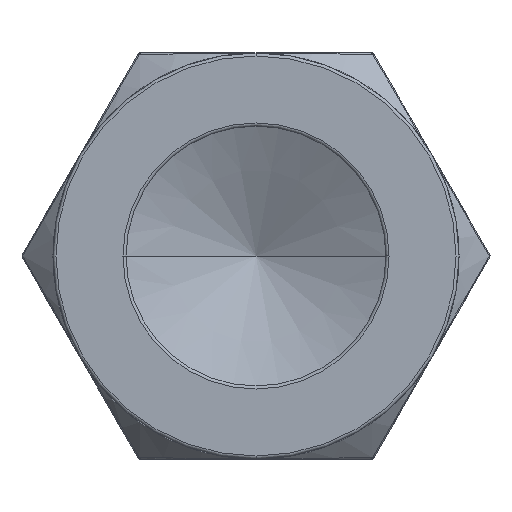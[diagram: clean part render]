
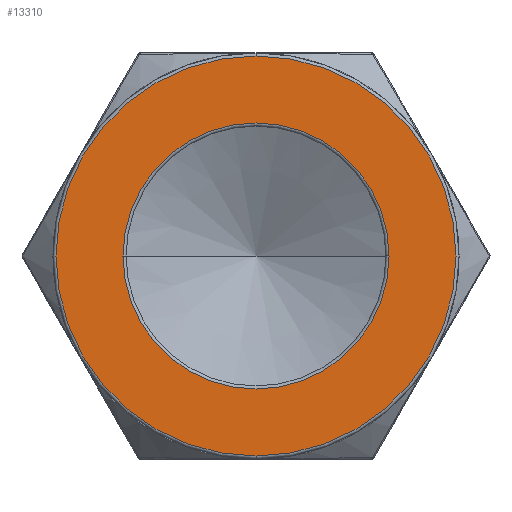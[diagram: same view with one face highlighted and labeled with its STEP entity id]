
A CAD part, left-side view. The second image highlights one B-rep face of the part: STEP entity #13310.
In plain terms, the highlighted face is planar.
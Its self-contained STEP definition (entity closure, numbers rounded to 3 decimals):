
#10264=CARTESIAN_POINT('',(0.,0.,0.));
#10265=DIRECTION('',(-1.,0.,0.));
#10266=DIRECTION('',(0.,1.,0.));
#10267=AXIS2_PLACEMENT_3D('',#10264,#10265,#10266);
#10269=CARTESIAN_POINT('',(0.,0.,0.));
#10270=DIRECTION('',(-1.,0.,0.));
#10271=DIRECTION('',(0.,-1.,0.));
#10272=AXIS2_PLACEMENT_3D('',#10269,#10270,#10271);
#10274=CARTESIAN_POINT('',(0.,0.,0.));
#10275=DIRECTION('',(1.,0.,0.));
#10276=DIRECTION('',(0.,0.,1.));
#10277=AXIS2_PLACEMENT_3D('',#10274,#10275,#10276);
#10279=CARTESIAN_POINT('',(0.,0.,0.));
#10280=DIRECTION('',(1.,0.,0.));
#10281=DIRECTION('',(0.,0.,-1.));
#10282=AXIS2_PLACEMENT_3D('',#10279,#10280,#10281);
#13125=CARTESIAN_POINT('',(0.,8.188,0.));
#13126=CARTESIAN_POINT('',(0.,-8.188,0.));
#13127=VERTEX_POINT('',#13125);
#13128=VERTEX_POINT('',#13126);
#13154=CARTESIAN_POINT('',(0.,0.,12.313));
#13155=CARTESIAN_POINT('',(0.,0.,-12.313));
#13156=VERTEX_POINT('',#13154);
#13157=VERTEX_POINT('',#13155);
#13293=CARTESIAN_POINT('',(0.,0.,0.));
#13294=DIRECTION('',(1.,0.,0.));
#13295=DIRECTION('',(0.,-1.,0.));
#13296=AXIS2_PLACEMENT_3D('',#13293,#13294,#13295);
#13297=PLANE('',#13296);
#13299=ORIENTED_EDGE('',*,*,#13298,.F.);
#13301=ORIENTED_EDGE('',*,*,#13300,.F.);
#13302=EDGE_LOOP('',(#13299,#13301));
#13303=FACE_OUTER_BOUND('',#13302,.F.);
#13305=ORIENTED_EDGE('',*,*,#13304,.F.);
#13307=ORIENTED_EDGE('',*,*,#13306,.F.);
#13308=EDGE_LOOP('',(#13305,#13307));
#13309=FACE_BOUND('',#13308,.F.);
#10268=CIRCLE('',#10267,8.188);
#10273=CIRCLE('',#10272,8.188);
#10278=CIRCLE('',#10277,12.313);
#10283=CIRCLE('',#10282,12.313);
#13298=EDGE_CURVE('',#13156,#13157,#10278,.T.);
#13300=EDGE_CURVE('',#13157,#13156,#10283,.T.);
#13304=EDGE_CURVE('',#13127,#13128,#10268,.T.);
#13306=EDGE_CURVE('',#13128,#13127,#10273,.T.);
#13310=ADVANCED_FACE('',(#13303,#13309),#13297,.T.);
